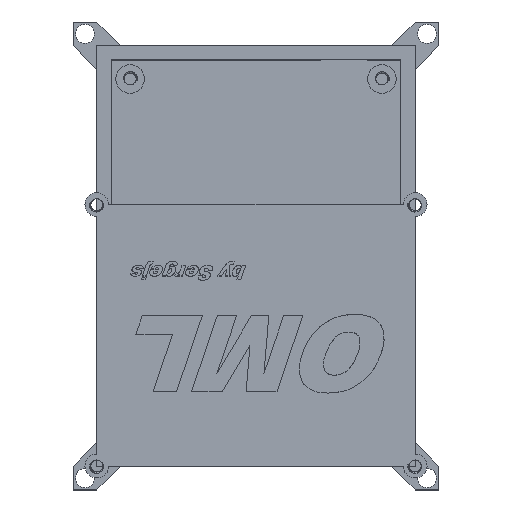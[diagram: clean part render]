
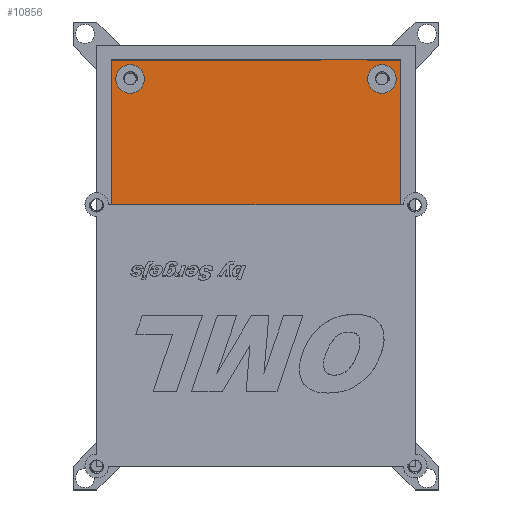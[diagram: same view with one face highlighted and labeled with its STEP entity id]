
A CAD part, top view. The second image highlights one B-rep face of the part: STEP entity #10856.
In plain terms, the highlighted planar face has unit normal (0, 0, 1).
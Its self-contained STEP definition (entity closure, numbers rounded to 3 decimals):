
#241=FACE_BOUND('',#1243,.T.);
#242=FACE_BOUND('',#1244,.T.);
#243=FACE_BOUND('',#1245,.T.);
#244=FACE_BOUND('',#1246,.T.);
#310=PLANE('',#11508);
#632=FACE_OUTER_BOUND('',#1242,.T.);
#1242=EDGE_LOOP('',(#8040,#8041,#8042,#8043,#8044,#8045,#8046,#8047));
#1243=EDGE_LOOP('',(#8048));
#1244=EDGE_LOOP('',(#8049));
#1245=EDGE_LOOP('',(#8050));
#1246=EDGE_LOOP('',(#8051));
#1696=CIRCLE('',#11470,3.);
#1698=CIRCLE('',#11476,3.);
#1700=CIRCLE('',#11482,3.);
#1703=CIRCLE('',#11489,3.);
#2826=LINE('',#19263,#3567);
#2880=LINE('',#22973,#3621);
#2884=LINE('',#22982,#3625);
#2888=LINE('',#22989,#3629);
#2889=LINE('',#22991,#3630);
#2890=LINE('',#22992,#3631);
#2891=LINE('',#22994,#3632);
#2892=LINE('',#22995,#3633);
#3567=VECTOR('',#12316,10.);
#3621=VECTOR('',#12476,10.);
#3625=VECTOR('',#12482,10.);
#3629=VECTOR('',#12488,10.);
#3630=VECTOR('',#12489,10.);
#3631=VECTOR('',#12490,10.);
#3632=VECTOR('',#12491,10.);
#3633=VECTOR('',#12492,10.);
#4532=VERTEX_POINT('',#19260);
#4533=VERTEX_POINT('',#19262);
#4564=VERTEX_POINT('',#19666);
#4566=VERTEX_POINT('',#20038);
#4568=VERTEX_POINT('',#20410);
#4571=VERTEX_POINT('',#20627);
#4581=VERTEX_POINT('',#22971);
#4582=VERTEX_POINT('',#22972);
#4585=VERTEX_POINT('',#22980);
#4586=VERTEX_POINT('',#22981);
#4589=VERTEX_POINT('',#22990);
#4590=VERTEX_POINT('',#22993);
#5809=EDGE_CURVE('',#4532,#4533,#2826,.T.);
#5856=EDGE_CURVE('',#4564,#4564,#1696,.T.);
#5865=EDGE_CURVE('',#4566,#4566,#1698,.T.);
#5874=EDGE_CURVE('',#4568,#4568,#1700,.T.);
#5883=EDGE_CURVE('',#4571,#4571,#1703,.T.);
#5909=EDGE_CURVE('',#4581,#4582,#2880,.T.);
#5913=EDGE_CURVE('',#4585,#4586,#2884,.T.);
#5917=EDGE_CURVE('',#4582,#4585,#2888,.T.);
#5918=EDGE_CURVE('',#4586,#4589,#2889,.T.);
#5919=EDGE_CURVE('',#4533,#4589,#2890,.T.);
#5920=EDGE_CURVE('',#4532,#4590,#2891,.T.);
#5921=EDGE_CURVE('',#4590,#4581,#2892,.T.);
#8040=ORIENTED_EDGE('',*,*,#5917,.T.);
#8041=ORIENTED_EDGE('',*,*,#5913,.T.);
#8042=ORIENTED_EDGE('',*,*,#5918,.T.);
#8043=ORIENTED_EDGE('',*,*,#5919,.F.);
#8044=ORIENTED_EDGE('',*,*,#5809,.F.);
#8045=ORIENTED_EDGE('',*,*,#5920,.T.);
#8046=ORIENTED_EDGE('',*,*,#5921,.T.);
#8047=ORIENTED_EDGE('',*,*,#5909,.T.);
#8048=ORIENTED_EDGE('',*,*,#5883,.T.);
#8049=ORIENTED_EDGE('',*,*,#5865,.T.);
#8050=ORIENTED_EDGE('',*,*,#5856,.T.);
#8051=ORIENTED_EDGE('',*,*,#5874,.T.);
#10856=ADVANCED_FACE('',(#632,#241,#242,#243,#244),#310,.T.);
#11470=AXIS2_PLACEMENT_3D('',#19668,#12390,#12391);
#11476=AXIS2_PLACEMENT_3D('',#20040,#12403,#12404);
#11482=AXIS2_PLACEMENT_3D('',#20412,#12416,#12417);
#11489=AXIS2_PLACEMENT_3D('',#20629,#12432,#12433);
#11508=AXIS2_PLACEMENT_3D('',#22988,#12486,#12487);
#12316=DIRECTION('',(1.,0.,0.));
#12390=DIRECTION('center_axis',(0.,0.,-1.));
#12391=DIRECTION('ref_axis',(1.,0.,0.));
#12403=DIRECTION('center_axis',(0.,0.,-1.));
#12404=DIRECTION('ref_axis',(1.,0.,0.));
#12416=DIRECTION('center_axis',(0.,0.,-1.));
#12417=DIRECTION('ref_axis',(1.,0.,0.));
#12432=DIRECTION('center_axis',(0.,0.,-1.));
#12433=DIRECTION('ref_axis',(1.,0.,0.));
#12476=DIRECTION('',(0.,-1.,0.));
#12482=DIRECTION('',(0.,1.,0.));
#12486=DIRECTION('center_axis',(0.,0.,1.));
#12487=DIRECTION('ref_axis',(1.,0.,0.));
#12488=DIRECTION('',(1.,0.,0.));
#12489=DIRECTION('',(-1.,0.,0.));
#12490=DIRECTION('',(0.,-1.,0.));
#12491=DIRECTION('',(0.,-1.,0.));
#12492=DIRECTION('',(-1.,0.,0.));
#19260=CARTESIAN_POINT('',(13.5,44.25,2.));
#19262=CARTESIAN_POINT('',(23.5,44.25,2.));
#19263=CARTESIAN_POINT('',(23.5,44.25,2.));
#19666=CARTESIAN_POINT('',(23.5,37.25,2.));
#19668=CARTESIAN_POINT('Origin',(26.5,37.25,2.));
#20038=CARTESIAN_POINT('',(-29.5,37.25,2.));
#20040=CARTESIAN_POINT('Origin',(-26.5,37.25,2.));
#20410=CARTESIAN_POINT('',(23.5,-37.25,2.));
#20412=CARTESIAN_POINT('Origin',(26.5,-37.25,2.));
#20627=CARTESIAN_POINT('',(-29.5,-37.25,2.));
#20629=CARTESIAN_POINT('Origin',(-26.5,-37.25,2.));
#22971=CARTESIAN_POINT('',(-30.5,41.25,2.));
#22972=CARTESIAN_POINT('',(-30.5,-41.25,2.));
#22973=CARTESIAN_POINT('',(-30.5,-20.625,2.));
#22980=CARTESIAN_POINT('',(30.5,-41.25,2.));
#22981=CARTESIAN_POINT('',(30.5,41.25,2.));
#22982=CARTESIAN_POINT('',(30.5,20.625,2.));
#22988=CARTESIAN_POINT('Origin',(0.,0.,2.));
#22989=CARTESIAN_POINT('',(-6.75,-41.25,2.));
#22990=CARTESIAN_POINT('',(23.5,41.25,2.));
#22991=CARTESIAN_POINT('',(-15.25,41.25,2.));
#22992=CARTESIAN_POINT('',(23.5,44.25,2.));
#22993=CARTESIAN_POINT('',(13.5,41.25,2.));
#22994=CARTESIAN_POINT('',(13.5,44.25,2.));
#22995=CARTESIAN_POINT('',(-15.25,41.25,2.));
